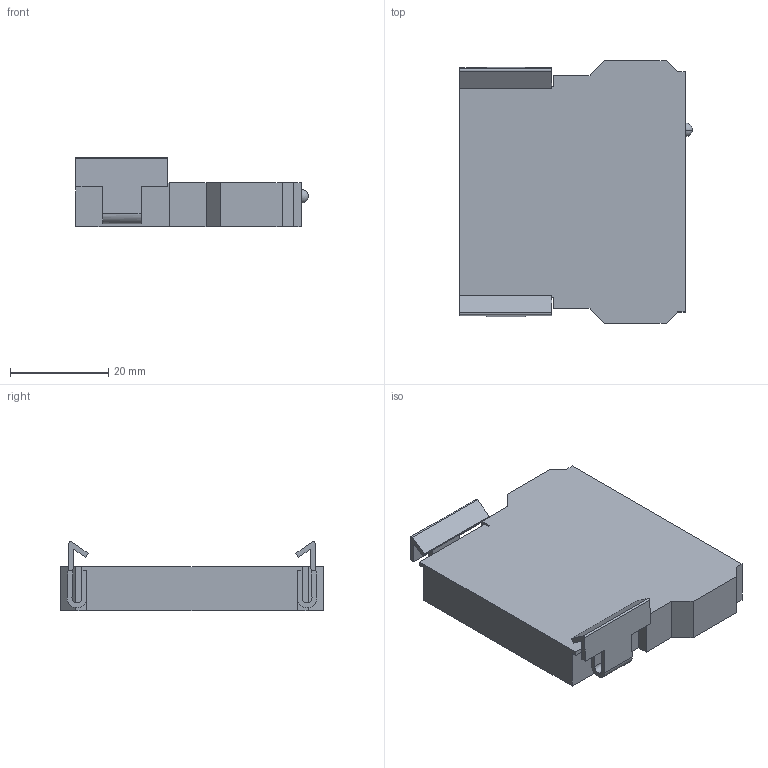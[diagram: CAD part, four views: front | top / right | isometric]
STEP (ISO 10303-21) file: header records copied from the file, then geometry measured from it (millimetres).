
FILE_DESCRIPTION((''),'2;1');
FILE_NAME('TEC0-TDC0-TETC0_ASM','2021-06-07T',('marketing.praksa'),('Audax d.o.o.'),'CREO PARAMETRIC BY PTC INC, 2017480','CREO PARAMETRIC BY PTC INC, 2017480','');
FILE_SCHEMA(('AUTOMOTIVE_DESIGN { 1 0 10303 214 1 1 1 1 }'));
Length unit declared in the file: metre
Products named in the file (5): LED; WHI; PRT0005FG; PRT0005HJKH; TEC0-TDC0-TETC0_ASM
Assembly tree (4 placements, depth 2):
  TEC0-TDC0-TETC0_ASM
    LED
    WHI
    PRT0005FG
    PRT0005HJKH
Bounding box: 47.3 x 53.5 x 14.14 mm (x, y, z)
Volume: 20277.9 mm3; surface area: 7464.6 mm2
Topology: 6 solids, 6 shells, 195 faces, 552 edges, 373 vertices
Faces by surface type: plane 124, cylinder 58, extrusion 11, sphere 2
Entity records: 10234 total; most frequent: CARTESIAN_POINT 1581, ORIENTED_EDGE 1100, DIRECTION 1067, PRESENTATION_STYLE_ASSIGNMENT 762, STYLED_ITEM 762, CURVE_STYLE 561, EDGE_CURVE 550, VECTOR 397
